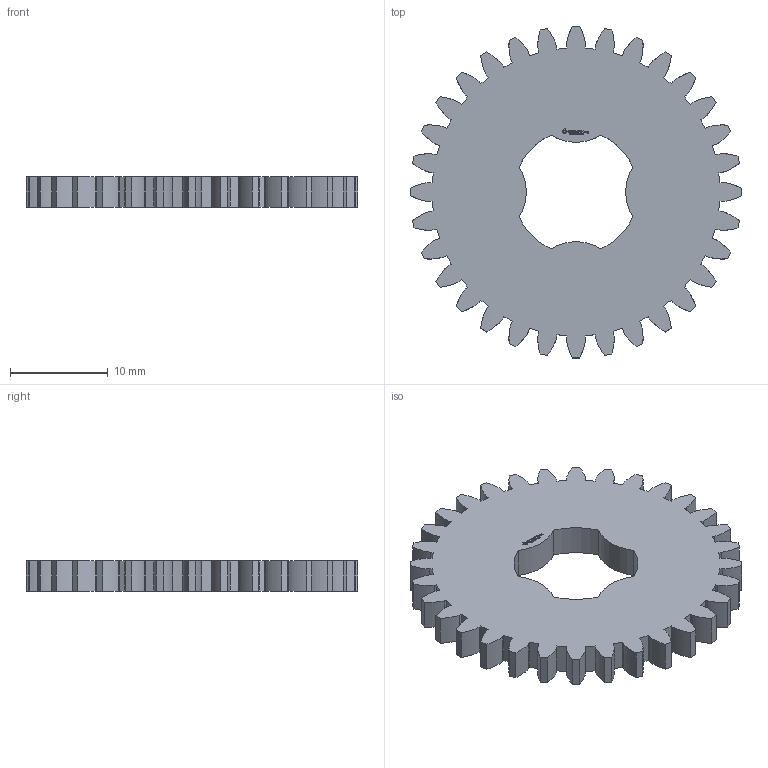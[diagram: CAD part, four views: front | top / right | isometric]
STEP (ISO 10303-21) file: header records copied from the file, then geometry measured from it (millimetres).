
FILE_DESCRIPTION(('FreeCAD Model'),'2;1');
FILE_NAME('Open CASCADE Shape Model','2024-03-09T19:18:14',(''),(''), 'Open CASCADE STEP processor 7.6','FreeCAD','Unknown');
FILE_SCHEMA(('AUTOMOTIVE_DESIGN { 1 0 10303 214 1 1 1 1 }'));
Products named in the file (1): Gear Wheel PLN TTH32 BU00.25 SFT-SHD - SPN-GWH-0105 (stemfie.org)
Bounding box: 33.99 x 33.99 x 3.12 mm (x, y, z)
Volume: 2139.6 mm3; surface area: 2147.3 mm2
Topology: 1 solids, 1 shells, 659 faces, 1881 edges, 1254 vertices
Faces by surface type: extrusion 330, plane 321, cylinder 8
Entity records: 56246 total; most frequent: CARTESIAN_POINT 16317, DIRECTION 5329, VECTOR 4621, LINE 4291, ORIENTED_EDGE 3762, PCURVE 3762, DEFINITIONAL_REPRESENTATION 3762, EDGE_CURVE 1881
